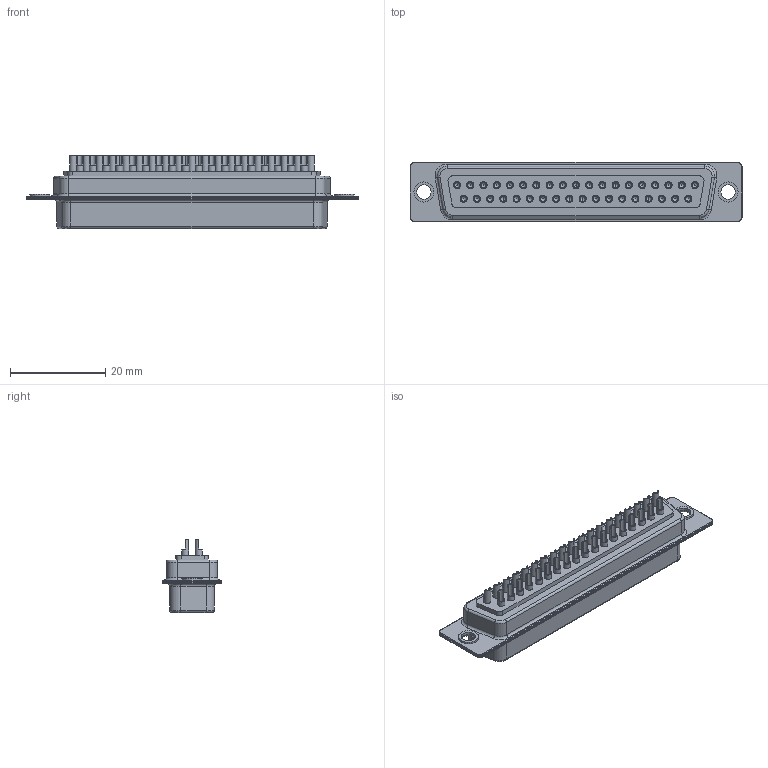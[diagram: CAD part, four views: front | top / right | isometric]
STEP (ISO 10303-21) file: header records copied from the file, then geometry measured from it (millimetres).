
FILE_DESCRIPTION(/* description */ (''),/* implementation_level */ '2;1');
FILE_NAME(/* name */ '105-37-1-3-0-Dummy.stp',/* time_stamp */ '2024-10-23T12:19:28+02:00',/* author */ ('Andreas.Larin'),/* organization */ (''),/* preprocessor_version */ 'ST-DEVELOPER v20',/* originating_system */ 'Autodesk Inventor 2025',/* authorisation */ '');
FILE_SCHEMA (('AUTOMOTIVE_DESIGN { 1 0 10303 214 3 1 1 }'));
Length unit declared in the file: millimetre
Products named in the file (1): 105-37-1-3-0-Dummy
Bounding box: 69.57 x 12.55 x 15.3 mm (x, y, z)
Volume: 4115.4 mm3; surface area: 5185.8 mm2
Topology: 1 solids, 1 shells, 657 faces, 1648 edges, 1035 vertices
Faces by surface type: cylinder 310, plane 232, bspline 44, sphere 37, torus 18, cone 16
Full cylindrical faces by diameter (mm): 0.95 x37, 1.08 x24, 1.1 x6, 1.48 x37, 3 x2, 4.2 x2
Entity records: 23017 total; most frequent: CARTESIAN_POINT 7244, ORIENTED_EDGE 3222, DIRECTION 3052, EDGE_CURVE 1611, AXIS2_PLACEMENT_3D 1167, VERTEX_POINT 1035, EDGE_LOOP 740, LINE 718
